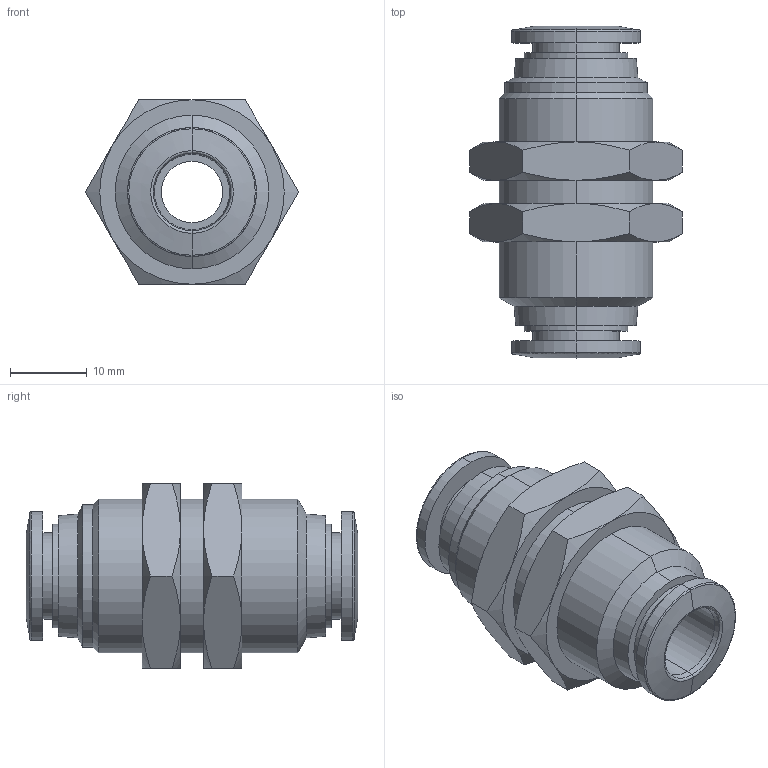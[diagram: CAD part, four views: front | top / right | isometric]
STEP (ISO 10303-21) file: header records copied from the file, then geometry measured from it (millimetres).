
FILE_DESCRIPTION (( 'STEP AP214' ), '1' );
FILE_NAME ('UB38.step', '2016-02-24T20:48:17', ( '' ), ( '' ), 'SwSTEP 2.0', 'SolidWorks 2015', '' );
FILE_SCHEMA (( 'AUTOMOTIVE_DESIGN' ));
Length unit declared in the file: inch
Products named in the file (1): UB38
Bounding box: 27.71 x 43.2 x 24 mm (x, y, z)
Volume: 10137.1 mm3; surface area: 5467.6 mm2
Topology: 1 solids, 1 shells, 100 faces, 208 edges, 120 vertices
Faces by surface type: cone 42, cylinder 26, plane 24, bspline 8
Entity records: 4204 total; most frequent: CARTESIAN_POINT 789, DIRECTION 450, ORIENTED_EDGE 416, EDGE_CURVE 208, AXIS2_PLACEMENT_3D 197, VERTEX_POINT 120, EDGE_LOOP 112, CIRCLE 104
